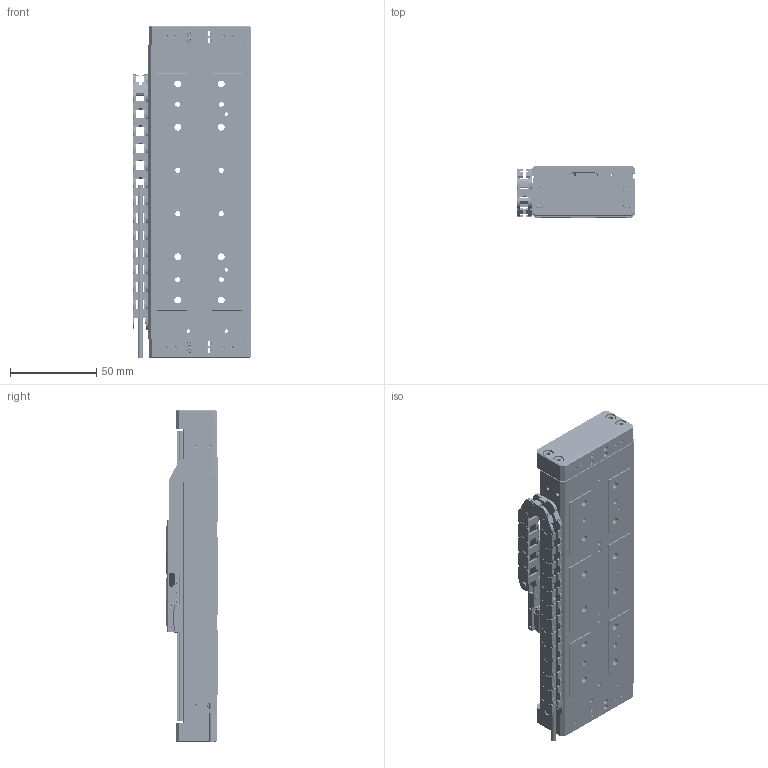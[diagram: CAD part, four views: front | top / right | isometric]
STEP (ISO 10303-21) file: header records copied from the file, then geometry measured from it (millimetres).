
FILE_DESCRIPTION (( 'STEP AP214' ), '1' );
FILE_NAME ('PPS-60-13XXX.STEP', '2023-03-01T22:42:07', ( '' ), ( '' ), 'SwSTEP 2.0', 'SolidWorks 2020', '' );
FILE_SCHEMA (( 'AUTOMOTIVE_DESIGN' ));
Length unit declared in the file: millimetre
Products named in the file (22): 430562 PPS-60, Cable Clamp, Carriage; 130174 PPS-60, Bearing Block; SCREW, MS-PPH, M-JCIS_M2 x 0.4 x 6mm; PPS-60, Base, Master Part_100mm; 430561 PPS-60, End Support, Linear Shaft; SCREW, MS-PPH, M-JCIS_M2 x 0.4 x 3mm; Cable Chain exit cable; IGUS chain, end link; Dowel Pin, E-NR_E1''16 x 3''8in; SCREW, MS-PPH, M-JCIS_M1.6 x 0.35 x 4mm; 430675 PPS-60, Piezo Motor Carriage, L65mm; 130174 Bearing Slide Rail, PPS-60_100mm; IGUS chain link; 430561 Dowel Pin Press Fit Assembly; PPS-60-13XXX; SCREW, SHCS-S, M-DIN_M2 x 0.4 x 03mm; Dowel Pin, M-DIN_M01.5 x 005; IGUS chain, PPS-60_100mm; SCREW, SHCS-S, M-DIN_M3 x 0.5 x 12mm; 430709  PPS-60 Spacer, Tape Scale, Magnetic, ITK MiniStar_25mm (L=60mm); Set Screw, Cup-H, M-DIN_M3 x 0.5 x 04mm
Assembly tree (95 placements, depth 3):
  PPS-60-13XXX
    PPS-60, Base, Master Part_100mm
    430562 PPS-60, Cable Clamp, Carriage
    SCREW, SHCS-S, M-DIN_M3 x 0.5 x 12mm  x8
    SCREW, MS-PPH, M-JCIS_M1.6 x 0.35 x 4mm  x4
    SCREW, SHCS-S, M-DIN_M2 x 0.4 x 03mm  x8
    Dowel Pin, M-DIN_M01.5 x 005  x2
    130174 PPS-60, Bearing Block  x4
    130174 Bearing Slide Rail, PPS-60_100mm  x2
    SCREW, MS-PPH, M-JCIS_M2 x 0.4 x 6mm  x22
    430675 PPS-60, Piezo Motor Carriage, L65mm
    430561 Dowel Pin Press Fit Assembly
      430561 PPS-60, End Support, Linear Shaft
      Dowel Pin, E-NR_E1''16 x 3''8in  x4
    430561 Dowel Pin Press Fit Assembly
      430561 PPS-60, End Support, Linear Shaft
      Dowel Pin, E-NR_E1''16 x 3''8in  x4
    Set Screw, Cup-H, M-DIN_M3 x 0.5 x 04mm  x4
    IGUS chain, PPS-60_100mm
      IGUS chain, end link
      IGUS chain link  x21
    SCREW, MS-PPH, M-JCIS_M2 x 0.4 x 3mm
    430709  PPS-60 Spacer, Tape Scale, Magnetic, ITK MiniStar_25mm (L=60mm)
    Cable Chain exit cable
Bounding box: 68.7 x 30 x 192 mm (x, y, z)
Volume: 159950.1 mm3; surface area: 94971.3 mm2
Topology: 92 solids, 92 shells, 4748 faces, 11696 edges, 7264 vertices
Faces by surface type: plane 2379, cylinder 1496, cone 578, torus 294, bspline 1
Entity records: 51852 total; most frequent: CARTESIAN_POINT 9446, DIRECTION 8767, ORIENTED_EDGE 7832, EDGE_CURVE 3916, AXIS2_PLACEMENT_3D 3258, VERTEX_POINT 2517, LINE 2251, VECTOR 2251
